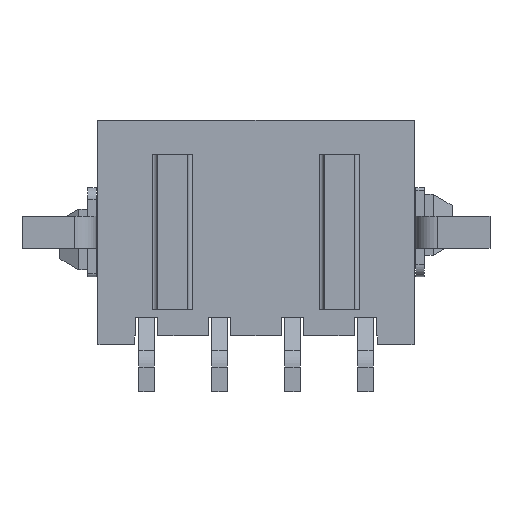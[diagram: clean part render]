
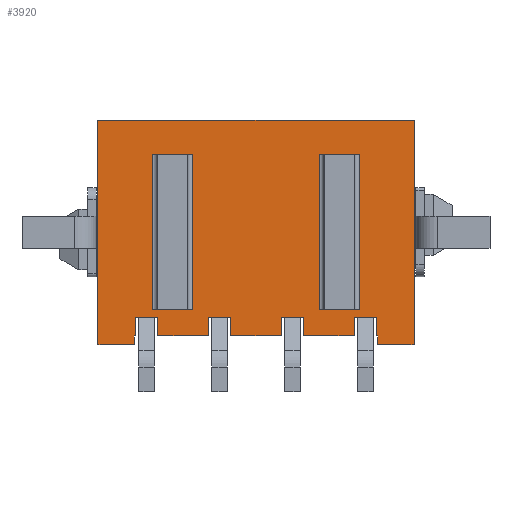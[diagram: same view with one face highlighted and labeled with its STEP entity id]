
A CAD part, front view. The second image highlights one B-rep face of the part: STEP entity #3920.
In plain terms, the highlighted planar face has unit normal (0, -1, 0).
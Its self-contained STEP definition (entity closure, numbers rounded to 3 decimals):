
#72=DIRECTION('',(0.,0.,-1.));
#73=VECTOR('',#72,9.24);
#74=CARTESIAN_POINT('',(-6.5,-1.93,0.));
#75=LINE('',#74,#73);
#120=DIRECTION('',(0.,0.,1.));
#121=VECTOR('',#120,0.76);
#122=CARTESIAN_POINT('',(-4.965,-1.93,-8.87));
#123=LINE('',#122,#121);
#124=DIRECTION('',(1.,0.,0.));
#125=VECTOR('',#124,0.035);
#126=CARTESIAN_POINT('',(-5.,-1.93,-8.87));
#127=LINE('',#126,#125);
#128=DIRECTION('',(0.,0.,1.));
#129=VECTOR('',#128,0.37);
#130=CARTESIAN_POINT('',(-5.,-1.93,-9.24));
#131=LINE('',#130,#129);
#132=DIRECTION('',(1.,0.,0.));
#133=VECTOR('',#132,13.);
#134=CARTESIAN_POINT('',(-6.5,-1.93,0.));
#135=LINE('',#134,#133);
#136=DIRECTION('',(0.,0.,1.));
#137=VECTOR('',#136,0.37);
#138=CARTESIAN_POINT('',(5.,-1.93,-9.24));
#139=LINE('',#138,#137);
#140=DIRECTION('',(1.,0.,0.));
#141=VECTOR('',#140,0.035);
#142=CARTESIAN_POINT('',(4.965,-1.93,-8.87));
#143=LINE('',#142,#141);
#144=DIRECTION('',(0.,0.,-1.));
#145=VECTOR('',#144,0.76);
#146=CARTESIAN_POINT('',(4.965,-1.93,-8.11));
#147=LINE('',#146,#145);
#148=DIRECTION('',(1.,0.,0.));
#149=VECTOR('',#148,0.93);
#150=CARTESIAN_POINT('',(4.035,-1.93,-8.11));
#151=LINE('',#150,#149);
#152=DIRECTION('',(0.,0.,1.));
#153=VECTOR('',#152,0.76);
#154=CARTESIAN_POINT('',(4.035,-1.93,-8.87));
#155=LINE('',#154,#153);
#156=DIRECTION('',(1.,0.,0.));
#157=VECTOR('',#156,2.07);
#158=CARTESIAN_POINT('',(1.965,-1.93,-8.87));
#159=LINE('',#158,#157);
#160=DIRECTION('',(0.,0.,-1.));
#161=VECTOR('',#160,0.76);
#162=CARTESIAN_POINT('',(1.965,-1.93,-8.11));
#163=LINE('',#162,#161);
#164=DIRECTION('',(1.,0.,0.));
#165=VECTOR('',#164,0.93);
#166=CARTESIAN_POINT('',(1.035,-1.93,-8.11));
#167=LINE('',#166,#165);
#168=DIRECTION('',(0.,0.,1.));
#169=VECTOR('',#168,0.76);
#170=CARTESIAN_POINT('',(1.035,-1.93,-8.87));
#171=LINE('',#170,#169);
#172=DIRECTION('',(1.,0.,0.));
#173=VECTOR('',#172,2.07);
#174=CARTESIAN_POINT('',(-1.035,-1.93,-8.87));
#175=LINE('',#174,#173);
#176=DIRECTION('',(0.,0.,-1.));
#177=VECTOR('',#176,0.76);
#178=CARTESIAN_POINT('',(-1.035,-1.93,-8.11));
#179=LINE('',#178,#177);
#180=DIRECTION('',(1.,0.,0.));
#181=VECTOR('',#180,0.93);
#182=CARTESIAN_POINT('',(-1.965,-1.93,-8.11));
#183=LINE('',#182,#181);
#184=DIRECTION('',(0.,0.,1.));
#185=VECTOR('',#184,0.76);
#186=CARTESIAN_POINT('',(-1.965,-1.93,-8.87));
#187=LINE('',#186,#185);
#188=DIRECTION('',(1.,0.,0.));
#189=VECTOR('',#188,2.07);
#190=CARTESIAN_POINT('',(-4.035,-1.93,-8.87));
#191=LINE('',#190,#189);
#192=DIRECTION('',(0.,0.,-1.));
#193=VECTOR('',#192,0.76);
#194=CARTESIAN_POINT('',(-4.035,-1.93,-8.11));
#195=LINE('',#194,#193);
#196=DIRECTION('',(1.,0.,0.));
#197=VECTOR('',#196,0.93);
#198=CARTESIAN_POINT('',(-4.965,-1.93,-8.11));
#199=LINE('',#198,#197);
#200=DIRECTION('',(0.,0.,-1.));
#201=VECTOR('',#200,6.4);
#202=CARTESIAN_POINT('',(2.6,-1.93,-1.4));
#203=LINE('',#202,#201);
#204=DIRECTION('',(0.,0.,1.));
#205=VECTOR('',#204,6.4);
#206=CARTESIAN_POINT('',(4.25,-1.93,-7.8));
#207=LINE('',#206,#205);
#208=DIRECTION('',(0.,0.,1.));
#209=VECTOR('',#208,6.4);
#210=CARTESIAN_POINT('',(-2.6,-1.93,-7.8));
#211=LINE('',#210,#209);
#212=DIRECTION('',(0.,0.,-1.));
#213=VECTOR('',#212,6.4);
#214=CARTESIAN_POINT('',(-4.25,-1.93,-1.4));
#215=LINE('',#214,#213);
#504=DIRECTION('',(1.,0.,0.));
#505=VECTOR('',#504,1.5);
#506=CARTESIAN_POINT('',(-6.5,-1.93,-9.24));
#507=LINE('',#506,#505);
#512=DIRECTION('',(1.,0.,0.));
#513=VECTOR('',#512,1.5);
#514=CARTESIAN_POINT('',(5.,-1.93,-9.24));
#515=LINE('',#514,#513);
#584=DIRECTION('',(0.,0.,-1.));
#585=VECTOR('',#584,9.24);
#586=CARTESIAN_POINT('',(6.5,-1.93,0.));
#587=LINE('',#586,#585);
#2790=DIRECTION('',(1.,0.,0.));
#2791=VECTOR('',#2790,1.65);
#2792=CARTESIAN_POINT('',(2.6,-1.93,-1.4));
#2793=LINE('',#2792,#2791);
#2808=DIRECTION('',(-1.,0.,0.));
#2809=VECTOR('',#2808,1.65);
#2810=CARTESIAN_POINT('',(4.25,-1.93,-7.8));
#2811=LINE('',#2810,#2809);
#2882=DIRECTION('',(1.,0.,0.));
#2883=VECTOR('',#2882,1.65);
#2884=CARTESIAN_POINT('',(-4.25,-1.93,-1.4));
#2885=LINE('',#2884,#2883);
#2900=DIRECTION('',(-1.,0.,0.));
#2901=VECTOR('',#2900,1.65);
#2902=CARTESIAN_POINT('',(-2.6,-1.93,-7.8));
#2903=LINE('',#2902,#2901);
#2916=CARTESIAN_POINT('',(-6.5,-1.93,0.));
#2917=CARTESIAN_POINT('',(-6.5,-1.93,-9.24));
#2918=VERTEX_POINT('',#2916);
#2919=VERTEX_POINT('',#2917);
#2932=CARTESIAN_POINT('',(6.5,-1.93,0.));
#2933=CARTESIAN_POINT('',(6.5,-1.93,-9.24));
#2934=VERTEX_POINT('',#2932);
#2935=VERTEX_POINT('',#2933);
#2948=CARTESIAN_POINT('',(-5.,-1.93,-9.24));
#2949=CARTESIAN_POINT('',(-5.,-1.93,-8.87));
#2950=VERTEX_POINT('',#2948);
#2951=VERTEX_POINT('',#2949);
#2952=CARTESIAN_POINT('',(5.,-1.93,-9.24));
#2953=CARTESIAN_POINT('',(5.,-1.93,-8.87));
#2954=VERTEX_POINT('',#2952);
#2955=VERTEX_POINT('',#2953);
#3096=CARTESIAN_POINT('',(4.035,-1.93,-8.87));
#3097=CARTESIAN_POINT('',(4.035,-1.93,-8.11));
#3098=VERTEX_POINT('',#3096);
#3099=VERTEX_POINT('',#3097);
#3100=CARTESIAN_POINT('',(4.965,-1.93,-8.11));
#3101=VERTEX_POINT('',#3100);
#3102=CARTESIAN_POINT('',(4.965,-1.93,-8.87));
#3103=VERTEX_POINT('',#3102);
#3128=CARTESIAN_POINT('',(1.035,-1.93,-8.87));
#3129=CARTESIAN_POINT('',(1.035,-1.93,-8.11));
#3130=VERTEX_POINT('',#3128);
#3131=VERTEX_POINT('',#3129);
#3132=CARTESIAN_POINT('',(1.965,-1.93,-8.11));
#3133=VERTEX_POINT('',#3132);
#3134=CARTESIAN_POINT('',(1.965,-1.93,-8.87));
#3135=VERTEX_POINT('',#3134);
#3560=CARTESIAN_POINT('',(-1.965,-1.93,-8.87));
#3561=CARTESIAN_POINT('',(-1.965,-1.93,-8.11));
#3562=VERTEX_POINT('',#3560);
#3563=VERTEX_POINT('',#3561);
#3564=CARTESIAN_POINT('',(-1.035,-1.93,-8.11));
#3565=VERTEX_POINT('',#3564);
#3566=CARTESIAN_POINT('',(-1.035,-1.93,-8.87));
#3567=VERTEX_POINT('',#3566);
#3592=CARTESIAN_POINT('',(-4.965,-1.93,-8.87));
#3593=CARTESIAN_POINT('',(-4.965,-1.93,-8.11));
#3594=VERTEX_POINT('',#3592);
#3595=VERTEX_POINT('',#3593);
#3596=CARTESIAN_POINT('',(-4.035,-1.93,-8.11));
#3597=VERTEX_POINT('',#3596);
#3598=CARTESIAN_POINT('',(-4.035,-1.93,-8.87));
#3599=VERTEX_POINT('',#3598);
#3780=CARTESIAN_POINT('',(2.6,-1.93,-1.4));
#3781=CARTESIAN_POINT('',(2.6,-1.93,-7.8));
#3782=VERTEX_POINT('',#3780);
#3783=VERTEX_POINT('',#3781);
#3788=CARTESIAN_POINT('',(4.25,-1.93,-7.8));
#3789=CARTESIAN_POINT('',(4.25,-1.93,-1.4));
#3790=VERTEX_POINT('',#3788);
#3791=VERTEX_POINT('',#3789);
#3796=CARTESIAN_POINT('',(-2.6,-1.93,-7.8));
#3797=CARTESIAN_POINT('',(-2.6,-1.93,-1.4));
#3798=VERTEX_POINT('',#3796);
#3799=VERTEX_POINT('',#3797);
#3804=CARTESIAN_POINT('',(-4.25,-1.93,-1.4));
#3805=CARTESIAN_POINT('',(-4.25,-1.93,-7.8));
#3806=VERTEX_POINT('',#3804);
#3807=VERTEX_POINT('',#3805);
#3846=CARTESIAN_POINT('',(-6.5,-1.93,0.));
#3847=DIRECTION('',(0.,-1.,0.));
#3848=DIRECTION('',(0.,0.,-1.));
#3849=AXIS2_PLACEMENT_3D('',#3846,#3847,#3848);
#3850=PLANE('',#3849);
#3852=ORIENTED_EDGE('',*,*,#3851,.F.);
#3854=ORIENTED_EDGE('',*,*,#3853,.F.);
#3856=ORIENTED_EDGE('',*,*,#3855,.F.);
#3858=ORIENTED_EDGE('',*,*,#3857,.F.);
#3859=ORIENTED_EDGE('',*,*,#3817,.F.);
#3861=ORIENTED_EDGE('',*,*,#3860,.T.);
#3863=ORIENTED_EDGE('',*,*,#3862,.T.);
#3865=ORIENTED_EDGE('',*,*,#3864,.F.);
#3867=ORIENTED_EDGE('',*,*,#3866,.T.);
#3869=ORIENTED_EDGE('',*,*,#3868,.F.);
#3871=ORIENTED_EDGE('',*,*,#3870,.F.);
#3873=ORIENTED_EDGE('',*,*,#3872,.F.);
#3875=ORIENTED_EDGE('',*,*,#3874,.F.);
#3877=ORIENTED_EDGE('',*,*,#3876,.F.);
#3879=ORIENTED_EDGE('',*,*,#3878,.F.);
#3881=ORIENTED_EDGE('',*,*,#3880,.F.);
#3883=ORIENTED_EDGE('',*,*,#3882,.F.);
#3885=ORIENTED_EDGE('',*,*,#3884,.F.);
#3887=ORIENTED_EDGE('',*,*,#3886,.F.);
#3889=ORIENTED_EDGE('',*,*,#3888,.F.);
#3891=ORIENTED_EDGE('',*,*,#3890,.F.);
#3893=ORIENTED_EDGE('',*,*,#3892,.F.);
#3895=ORIENTED_EDGE('',*,*,#3894,.F.);
#3897=ORIENTED_EDGE('',*,*,#3896,.F.);
#3898=EDGE_LOOP('',(#3852,#3854,#3856,#3858,#3859,#3861,#3863,#3865,#3867,#3869,
#3871,#3873,#3875,#3877,#3879,#3881,#3883,#3885,#3887,#3889,#3891,#3893,#3895,
#3897));
#3899=FACE_OUTER_BOUND('',#3898,.F.);
#3901=ORIENTED_EDGE('',*,*,#3900,.T.);
#3903=ORIENTED_EDGE('',*,*,#3902,.F.);
#3905=ORIENTED_EDGE('',*,*,#3904,.T.);
#3907=ORIENTED_EDGE('',*,*,#3906,.F.);
#3908=EDGE_LOOP('',(#3901,#3903,#3905,#3907));
#3909=FACE_BOUND('',#3908,.F.);
#3911=ORIENTED_EDGE('',*,*,#3910,.T.);
#3913=ORIENTED_EDGE('',*,*,#3912,.F.);
#3915=ORIENTED_EDGE('',*,*,#3914,.T.);
#3917=ORIENTED_EDGE('',*,*,#3916,.F.);
#3918=EDGE_LOOP('',(#3911,#3913,#3915,#3917));
#3919=FACE_BOUND('',#3918,.F.);
#3920=ADVANCED_FACE('',(#3899,#3909,#3919),#3850,.T.);
#3817=EDGE_CURVE('',#2918,#2919,#75,.T.);
#3851=EDGE_CURVE('',#3594,#3595,#123,.T.);
#3853=EDGE_CURVE('',#2951,#3594,#127,.T.);
#3855=EDGE_CURVE('',#2950,#2951,#131,.T.);
#3857=EDGE_CURVE('',#2919,#2950,#507,.T.);
#3860=EDGE_CURVE('',#2918,#2934,#135,.T.);
#3862=EDGE_CURVE('',#2934,#2935,#587,.T.);
#3864=EDGE_CURVE('',#2954,#2935,#515,.T.);
#3866=EDGE_CURVE('',#2954,#2955,#139,.T.);
#3868=EDGE_CURVE('',#3103,#2955,#143,.T.);
#3870=EDGE_CURVE('',#3101,#3103,#147,.T.);
#3872=EDGE_CURVE('',#3099,#3101,#151,.T.);
#3874=EDGE_CURVE('',#3098,#3099,#155,.T.);
#3876=EDGE_CURVE('',#3135,#3098,#159,.T.);
#3878=EDGE_CURVE('',#3133,#3135,#163,.T.);
#3880=EDGE_CURVE('',#3131,#3133,#167,.T.);
#3882=EDGE_CURVE('',#3130,#3131,#171,.T.);
#3884=EDGE_CURVE('',#3567,#3130,#175,.T.);
#3886=EDGE_CURVE('',#3565,#3567,#179,.T.);
#3888=EDGE_CURVE('',#3563,#3565,#183,.T.);
#3890=EDGE_CURVE('',#3562,#3563,#187,.T.);
#3892=EDGE_CURVE('',#3599,#3562,#191,.T.);
#3894=EDGE_CURVE('',#3597,#3599,#195,.T.);
#3896=EDGE_CURVE('',#3595,#3597,#199,.T.);
#3900=EDGE_CURVE('',#3782,#3783,#203,.T.);
#3902=EDGE_CURVE('',#3790,#3783,#2811,.T.);
#3904=EDGE_CURVE('',#3790,#3791,#207,.T.);
#3906=EDGE_CURVE('',#3782,#3791,#2793,.T.);
#3910=EDGE_CURVE('',#3798,#3799,#211,.T.);
#3912=EDGE_CURVE('',#3806,#3799,#2885,.T.);
#3914=EDGE_CURVE('',#3806,#3807,#215,.T.);
#3916=EDGE_CURVE('',#3798,#3807,#2903,.T.);
